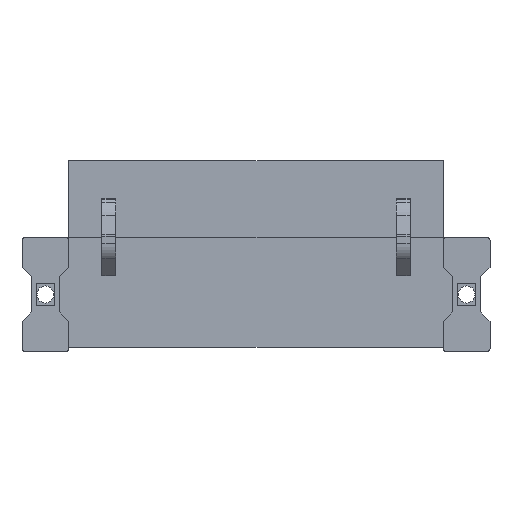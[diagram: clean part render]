
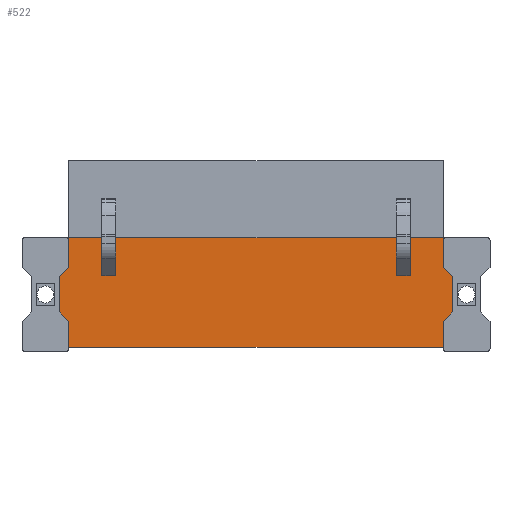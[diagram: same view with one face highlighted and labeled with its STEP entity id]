
A CAD part, top view. The second image highlights one B-rep face of the part: STEP entity #522.
In plain terms, the highlighted planar face has unit normal (0, 0, 1).
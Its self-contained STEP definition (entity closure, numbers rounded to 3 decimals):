
#356=AXIS2_PLACEMENT_3D('Plane Axis2P3D',#353,#354,#355) ;
#49=CARTESIAN_POINT('Vertex',(45.72,0.4,10.95)) ;
#52=CARTESIAN_POINT('Line Origine',(25.4,0.4,10.95)) ;
#56=CARTESIAN_POINT('Vertex',(5.08,0.4,10.95)) ;
#295=CARTESIAN_POINT('Line Origine',(5.08,12.175,10.95)) ;
#299=CARTESIAN_POINT('Vertex',(5.08,12.05,10.95)) ;
#301=CARTESIAN_POINT('Vertex',(5.08,12.3,10.95)) ;
#353=CARTESIAN_POINT('Axis2P3D Location',(5.08,0.4,10.95)) ;
#358=CARTESIAN_POINT('Line Origine',(5.08,10.57,10.95)) ;
#362=CARTESIAN_POINT('Vertex',(5.08,9.09,10.95)) ;
#365=CARTESIAN_POINT('Line Origine',(4.56,8.57,10.95)) ;
#369=CARTESIAN_POINT('Vertex',(4.04,8.05,10.95)) ;
#372=CARTESIAN_POINT('Line Origine',(4.04,6.15,10.95)) ;
#376=CARTESIAN_POINT('Vertex',(4.04,4.25,10.95)) ;
#379=CARTESIAN_POINT('Line Origine',(4.56,3.73,10.95)) ;
#383=CARTESIAN_POINT('Vertex',(5.08,3.21,10.95)) ;
#386=CARTESIAN_POINT('Line Origine',(5.08,1.805,10.95)) ;
#391=CARTESIAN_POINT('Line Origine',(45.72,1.805,10.95)) ;
#395=CARTESIAN_POINT('Vertex',(45.72,3.21,10.95)) ;
#398=CARTESIAN_POINT('Line Origine',(46.24,3.73,10.95)) ;
#402=CARTESIAN_POINT('Vertex',(46.76,4.25,10.95)) ;
#405=CARTESIAN_POINT('Line Origine',(46.76,6.15,10.95)) ;
#409=CARTESIAN_POINT('Vertex',(46.76,8.05,10.95)) ;
#412=CARTESIAN_POINT('Line Origine',(46.24,8.57,10.95)) ;
#416=CARTESIAN_POINT('Vertex',(45.72,9.09,10.95)) ;
#419=CARTESIAN_POINT('Line Origine',(45.72,10.57,10.95)) ;
#423=CARTESIAN_POINT('Vertex',(45.72,12.05,10.95)) ;
#426=CARTESIAN_POINT('Line Origine',(45.72,12.175,10.95)) ;
#430=CARTESIAN_POINT('Vertex',(45.72,12.3,10.95)) ;
#433=CARTESIAN_POINT('Line Origine',(25.4,12.3,10.95)) ;
#454=CARTESIAN_POINT('Line Origine',(41.39,12.269,10.95)) ;
#458=CARTESIAN_POINT('Vertex',(42.14,12.269,10.95)) ;
#460=CARTESIAN_POINT('Vertex',(40.64,12.269,10.95)) ;
#463=CARTESIAN_POINT('Line Origine',(42.14,10.234,10.95)) ;
#467=CARTESIAN_POINT('Vertex',(42.14,8.2,10.95)) ;
#470=CARTESIAN_POINT('Line Origine',(41.39,8.2,10.95)) ;
#474=CARTESIAN_POINT('Vertex',(40.64,8.2,10.95)) ;
#477=CARTESIAN_POINT('Line Origine',(40.64,10.234,10.95)) ;
#488=CARTESIAN_POINT('Line Origine',(10.16,10.234,10.95)) ;
#492=CARTESIAN_POINT('Vertex',(10.16,12.269,10.95)) ;
#494=CARTESIAN_POINT('Vertex',(10.16,8.2,10.95)) ;
#497=CARTESIAN_POINT('Line Origine',(9.41,8.2,10.95)) ;
#501=CARTESIAN_POINT('Vertex',(8.66,8.2,10.95)) ;
#504=CARTESIAN_POINT('Line Origine',(8.66,10.234,10.95)) ;
#508=CARTESIAN_POINT('Vertex',(8.66,12.269,10.95)) ;
#511=CARTESIAN_POINT('Line Origine',(9.41,12.269,10.95)) ;
#53=DIRECTION('Vector Direction',(1.,0.,0.)) ;
#296=DIRECTION('Vector Direction',(0.,1.,0.)) ;
#354=DIRECTION('Axis2P3D Direction',(0.,0.,1.)) ;
#355=DIRECTION('Axis2P3D XDirection',(1.,0.,0.)) ;
#359=DIRECTION('Vector Direction',(0.,1.,0.)) ;
#366=DIRECTION('Vector Direction',(-0.707,-0.707,0.)) ;
#373=DIRECTION('Vector Direction',(0.,-1.,0.)) ;
#380=DIRECTION('Vector Direction',(0.707,-0.707,0.)) ;
#387=DIRECTION('Vector Direction',(0.,1.,0.)) ;
#392=DIRECTION('Vector Direction',(0.,1.,0.)) ;
#399=DIRECTION('Vector Direction',(-0.707,-0.707,0.)) ;
#406=DIRECTION('Vector Direction',(0.,-1.,0.)) ;
#413=DIRECTION('Vector Direction',(0.707,-0.707,0.)) ;
#420=DIRECTION('Vector Direction',(0.,1.,0.)) ;
#427=DIRECTION('Vector Direction',(0.,1.,0.)) ;
#434=DIRECTION('Vector Direction',(1.,0.,0.)) ;
#455=DIRECTION('Vector Direction',(1.,0.,0.)) ;
#464=DIRECTION('Vector Direction',(0.,1.,0.)) ;
#471=DIRECTION('Vector Direction',(1.,0.,0.)) ;
#478=DIRECTION('Vector Direction',(0.,1.,0.)) ;
#489=DIRECTION('Vector Direction',(0.,1.,0.)) ;
#498=DIRECTION('Vector Direction',(1.,0.,0.)) ;
#505=DIRECTION('Vector Direction',(0.,1.,0.)) ;
#512=DIRECTION('Vector Direction',(1.,0.,0.)) ;
#54=VECTOR('Line Direction',#53,1.) ;
#297=VECTOR('Line Direction',#296,1.) ;
#360=VECTOR('Line Direction',#359,1.) ;
#367=VECTOR('Line Direction',#366,1.) ;
#374=VECTOR('Line Direction',#373,1.) ;
#381=VECTOR('Line Direction',#380,1.) ;
#388=VECTOR('Line Direction',#387,1.) ;
#393=VECTOR('Line Direction',#392,1.) ;
#400=VECTOR('Line Direction',#399,1.) ;
#407=VECTOR('Line Direction',#406,1.) ;
#414=VECTOR('Line Direction',#413,1.) ;
#421=VECTOR('Line Direction',#420,1.) ;
#428=VECTOR('Line Direction',#427,1.) ;
#435=VECTOR('Line Direction',#434,1.) ;
#456=VECTOR('Line Direction',#455,1.) ;
#465=VECTOR('Line Direction',#464,1.) ;
#472=VECTOR('Line Direction',#471,1.) ;
#479=VECTOR('Line Direction',#478,1.) ;
#490=VECTOR('Line Direction',#489,1.) ;
#499=VECTOR('Line Direction',#498,1.) ;
#506=VECTOR('Line Direction',#505,1.) ;
#513=VECTOR('Line Direction',#512,1.) ;
#439=ORIENTED_EDGE('',*,*,#303,.F.) ;
#440=ORIENTED_EDGE('',*,*,#364,.F.) ;
#441=ORIENTED_EDGE('',*,*,#371,.T.) ;
#442=ORIENTED_EDGE('',*,*,#378,.T.) ;
#443=ORIENTED_EDGE('',*,*,#385,.T.) ;
#444=ORIENTED_EDGE('',*,*,#390,.F.) ;
#445=ORIENTED_EDGE('',*,*,#58,.F.) ;
#446=ORIENTED_EDGE('',*,*,#397,.T.) ;
#447=ORIENTED_EDGE('',*,*,#404,.F.) ;
#448=ORIENTED_EDGE('',*,*,#411,.F.) ;
#449=ORIENTED_EDGE('',*,*,#418,.F.) ;
#450=ORIENTED_EDGE('',*,*,#425,.T.) ;
#451=ORIENTED_EDGE('',*,*,#432,.T.) ;
#452=ORIENTED_EDGE('',*,*,#437,.F.) ;
#483=ORIENTED_EDGE('',*,*,#462,.F.) ;
#484=ORIENTED_EDGE('',*,*,#469,.T.) ;
#485=ORIENTED_EDGE('',*,*,#476,.T.) ;
#486=ORIENTED_EDGE('',*,*,#481,.F.) ;
#517=ORIENTED_EDGE('',*,*,#496,.T.) ;
#518=ORIENTED_EDGE('',*,*,#503,.F.) ;
#519=ORIENTED_EDGE('',*,*,#510,.F.) ;
#520=ORIENTED_EDGE('',*,*,#515,.T.) ;
#487=FACE_BOUND('',#482,.T.) ;
#521=FACE_BOUND('',#516,.T.) ;
#522=ADVANCED_FACE('BLL5.08/08/90FI 3.2SN OR 1843810000',(#453,#487,#521),#357,.T.) ;
#58=EDGE_CURVE('',#50,#57,#55,.F.) ;
#303=EDGE_CURVE('',#300,#302,#298,.T.) ;
#364=EDGE_CURVE('',#363,#300,#361,.T.) ;
#371=EDGE_CURVE('',#363,#370,#368,.T.) ;
#378=EDGE_CURVE('',#370,#377,#375,.T.) ;
#385=EDGE_CURVE('',#377,#384,#382,.T.) ;
#390=EDGE_CURVE('',#57,#384,#389,.T.) ;
#397=EDGE_CURVE('',#50,#396,#394,.T.) ;
#404=EDGE_CURVE('',#403,#396,#401,.T.) ;
#411=EDGE_CURVE('',#410,#403,#408,.T.) ;
#418=EDGE_CURVE('',#417,#410,#415,.T.) ;
#425=EDGE_CURVE('',#417,#424,#422,.T.) ;
#432=EDGE_CURVE('',#424,#431,#429,.T.) ;
#437=EDGE_CURVE('',#302,#431,#436,.T.) ;
#462=EDGE_CURVE('',#459,#461,#457,.F.) ;
#469=EDGE_CURVE('',#459,#468,#466,.F.) ;
#476=EDGE_CURVE('',#468,#475,#473,.F.) ;
#481=EDGE_CURVE('',#461,#475,#480,.F.) ;
#496=EDGE_CURVE('',#493,#495,#491,.F.) ;
#503=EDGE_CURVE('',#502,#495,#500,.T.) ;
#510=EDGE_CURVE('',#509,#502,#507,.F.) ;
#515=EDGE_CURVE('',#509,#493,#514,.T.) ;
#438=EDGE_LOOP('',(#439,#440,#441,#442,#443,#444,#445,#446,#447,#448,#449,#450,#451,#452)) ;
#482=EDGE_LOOP('',(#483,#484,#485,#486)) ;
#516=EDGE_LOOP('',(#517,#518,#519,#520)) ;
#453=FACE_OUTER_BOUND('',#438,.T.) ;
#55=LINE('Line',#52,#54) ;
#298=LINE('Line',#295,#297) ;
#361=LINE('Line',#358,#360) ;
#368=LINE('Line',#365,#367) ;
#375=LINE('Line',#372,#374) ;
#382=LINE('Line',#379,#381) ;
#389=LINE('Line',#386,#388) ;
#394=LINE('Line',#391,#393) ;
#401=LINE('Line',#398,#400) ;
#408=LINE('Line',#405,#407) ;
#415=LINE('Line',#412,#414) ;
#422=LINE('Line',#419,#421) ;
#429=LINE('Line',#426,#428) ;
#436=LINE('Line',#433,#435) ;
#457=LINE('Line',#454,#456) ;
#466=LINE('Line',#463,#465) ;
#473=LINE('Line',#470,#472) ;
#480=LINE('Line',#477,#479) ;
#491=LINE('Line',#488,#490) ;
#500=LINE('Line',#497,#499) ;
#507=LINE('Line',#504,#506) ;
#514=LINE('Line',#511,#513) ;
#357=PLANE('',#356) ;
#50=VERTEX_POINT('',#49) ;
#57=VERTEX_POINT('',#56) ;
#300=VERTEX_POINT('',#299) ;
#302=VERTEX_POINT('',#301) ;
#363=VERTEX_POINT('',#362) ;
#370=VERTEX_POINT('',#369) ;
#377=VERTEX_POINT('',#376) ;
#384=VERTEX_POINT('',#383) ;
#396=VERTEX_POINT('',#395) ;
#403=VERTEX_POINT('',#402) ;
#410=VERTEX_POINT('',#409) ;
#417=VERTEX_POINT('',#416) ;
#424=VERTEX_POINT('',#423) ;
#431=VERTEX_POINT('',#430) ;
#459=VERTEX_POINT('',#458) ;
#461=VERTEX_POINT('',#460) ;
#468=VERTEX_POINT('',#467) ;
#475=VERTEX_POINT('',#474) ;
#493=VERTEX_POINT('',#492) ;
#495=VERTEX_POINT('',#494) ;
#502=VERTEX_POINT('',#501) ;
#509=VERTEX_POINT('',#508) ;
